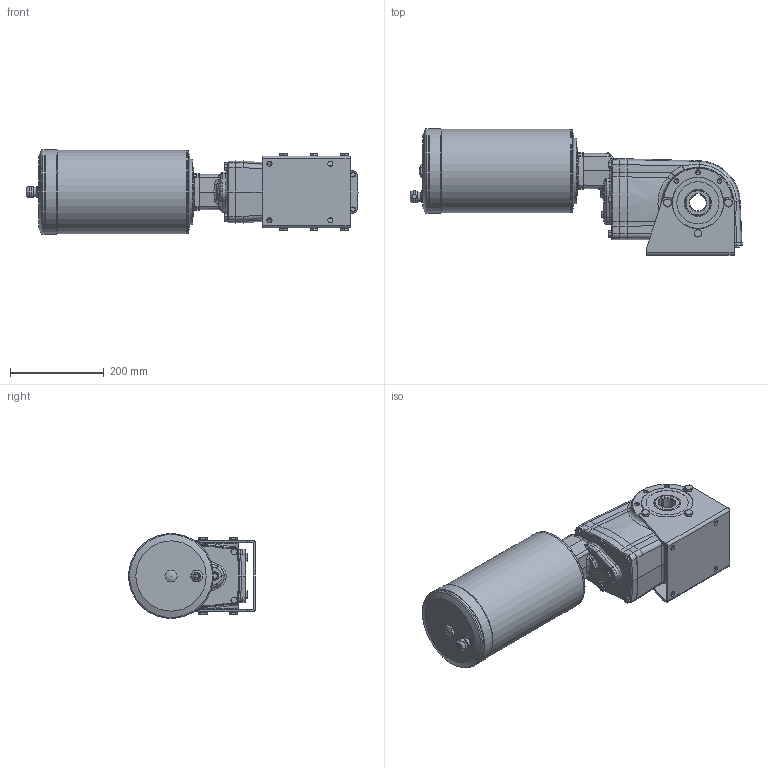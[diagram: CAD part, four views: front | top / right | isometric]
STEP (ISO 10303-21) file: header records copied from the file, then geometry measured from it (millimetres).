
FILE_DESCRIPTION( ( 'Unknown' ), '1' );
FILE_NAME( '75403A2D7B32A3CA5D9F74FDB852C2C5.3d.stp', 'Unknown', ( 'Unknown' ), ( 'Unknown' ), 'PSStep 10.1', 'Unknown', ' ' );
FILE_SCHEMA( ( 'AUTOMOTIVE_DESIGN { 1 0 10303 214 1 1 1 1 }' ) );
Length unit declared in the file: millimetre
Products named in the file (1): X63N
Bounding box: 708.5 x 270.5 x 181 mm (x, y, z)
Volume: 14580743.8 mm3; surface area: 617440.7 mm2
Topology: 1 solids, 25 shells, 995 faces, 2321 edges, 1437 vertices
Faces by surface type: plane 362, cylinder 225, cone 208, bspline 131, torus 58, extrusion 4, revolution 4, sphere 3
Full cylindrical faces by diameter (mm): 6.647 x8, 7 x1, 8 x4, 8.376 x32, 8.9 x6, 9 x8, 10 x6, 10.5 x6, 11 x4, 11.6 x6, 13 x4, 13.4 x1, 14 x4, 14.6 x6, 16.662 x1, 18 x1, 20 x1, 24 x1, 30 x1, 47 x1, 57.5 x2, 58 x2, 85 x1, 90 x2, 95 x2, 110 x2, 140 x1, 177.98 x1, 178 x2, 180.98 x2
Entity records: 51415 total; most frequent: CARTESIAN_POINT 23499, ORIENTED_EDGE 3924, DIRECTION 3871, EDGE_CURVE 1962, AXIS2_PLACEMENT_3D 1610, VERTEX_POINT 1343, EDGE_LOOP 1337, FACE_OUTER_BOUND 1169
